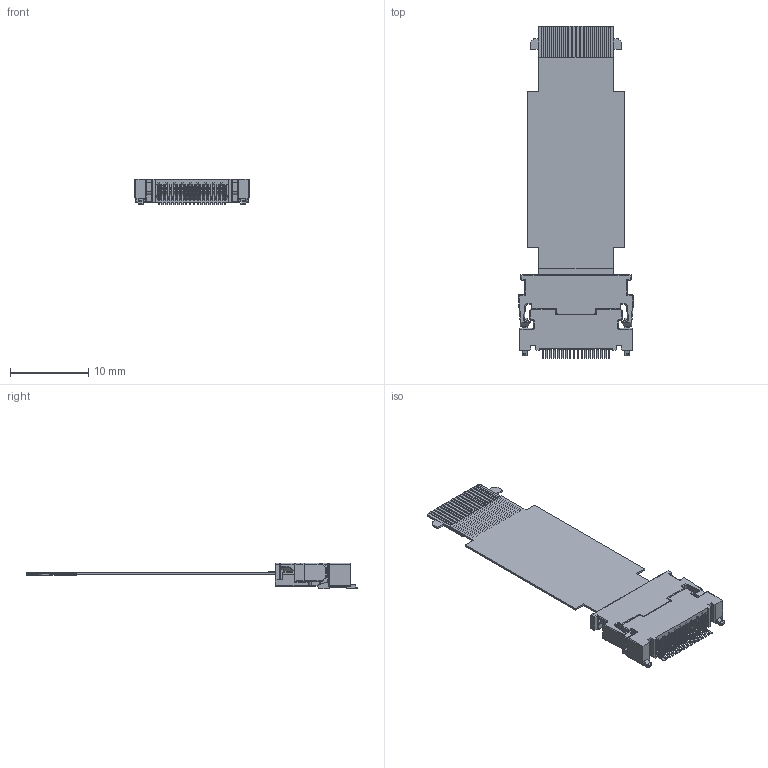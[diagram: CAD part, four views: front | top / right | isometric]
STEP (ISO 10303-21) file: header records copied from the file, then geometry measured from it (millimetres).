
FILE_DESCRIPTION (( 'STEP AP214' ), '1' );
FILE_NAME ('P2695A08_Default 90° version.step', '2020-01-09T15:56:23', ( '' ), ( '' ), 'SwSTEP 2.0', 'SolidWorks 2018', '' );
FILE_SCHEMA (( 'AUTOMOTIVE_DESIGN' ));
Length unit declared in the file: millimetre
Products named in the file (12): P2695A06; P2695P15; P2695P12_solution1<Default>; P2695A08_Default 90° version; P2695P14; P2695P16; P2695A07_<Default>90øversion; P1696P51; P2695P11_solution_1<default>; P2695A05; P2641P55; P2695P13
Assembly tree (30 placements, depth 4):
  P2695A08_Default 90° version
    P2695A07_<Default>90øversion
      P2695P11_solution_1<default>
      P1696P51  x2
      P2641P55  x18
    P2695A06
      P2695A05
        P2695P13
        P2695P15
        P2695P16  x2
        P2695P14
      P2695P12_solution1<Default>
Bounding box: 14.7 x 42.53 x 3.25 mm (x, y, z)
Volume: 407.8 mm3; surface area: 2601.5 mm2
Topology: 61 solids, 61 shells, 2740 faces, 6968 edges, 4282 vertices
Faces by surface type: plane 2121, cylinder 540, sphere 44, torus 29, bspline 6
Entity records: 43290 total; most frequent: CARTESIAN_POINT 7700, ORIENTED_EDGE 7278, DIRECTION 6965, EDGE_CURVE 3639, VECTOR 2979, LINE 2979, VERTEX_POINT 2268, AXIS2_PLACEMENT_3D 1993
